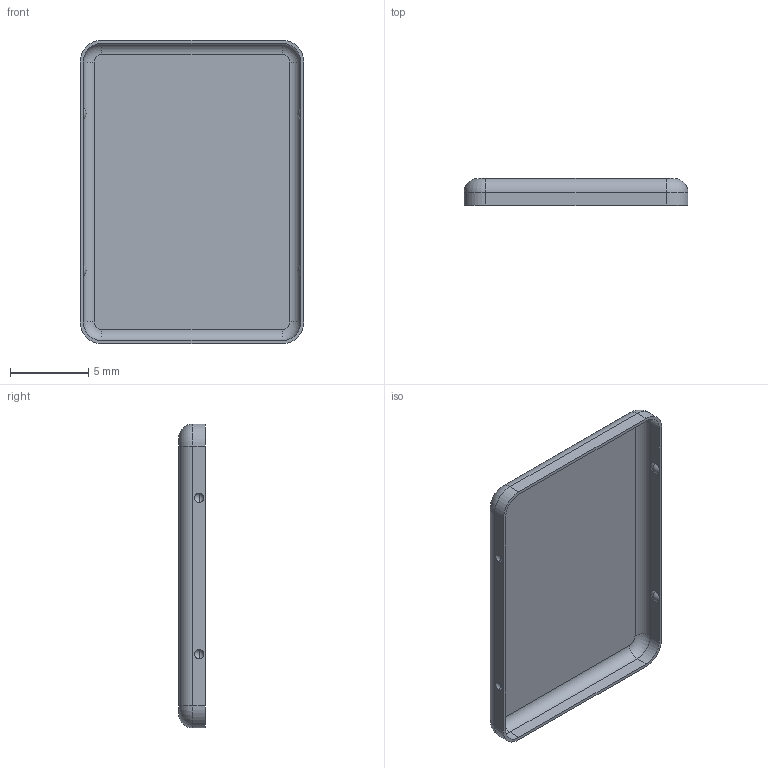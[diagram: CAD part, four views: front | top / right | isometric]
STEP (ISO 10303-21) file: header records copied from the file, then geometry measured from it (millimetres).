
FILE_DESCRIPTION (( 'STEP AP203' ), '1' );
FILE_NAME ('MS190-10C.step', '2020-10-13T09:50:16', ( '' ), ( '' ), 'SwSTEP 2.0', 'SolidWorks 2018', '' );
FILE_SCHEMA (( 'CONFIG_CONTROL_DESIGN' ));
Length unit declared in the file: millimetre
Products named in the file (1): MS190-10C
Bounding box: 14.3 x 1.7 x 19.4 mm (x, y, z)
Volume: 70.1 mm3; surface area: 713.6 mm2
Topology: 1 solids, 1 shells, 55 faces, 136 edges, 88 vertices
Faces by surface type: sphere 16, cylinder 16, plane 15, torus 8
Entity records: 1751 total; most frequent: DIRECTION 328, CARTESIAN_POINT 292, ORIENTED_EDGE 272, AXIS2_PLACEMENT_3D 140, EDGE_CURVE 136, VERTEX_POINT 88, CIRCLE 84, EDGE_LOOP 60
